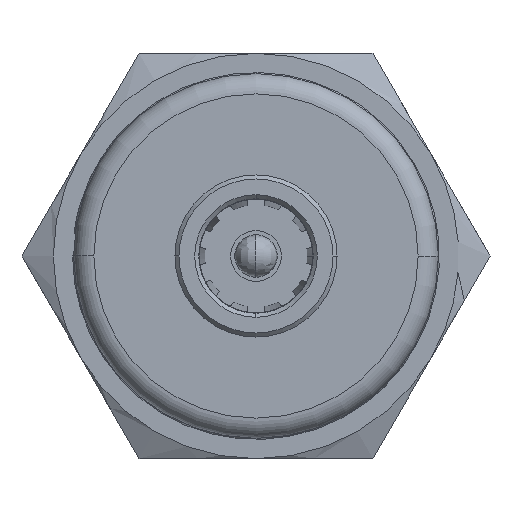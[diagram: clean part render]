
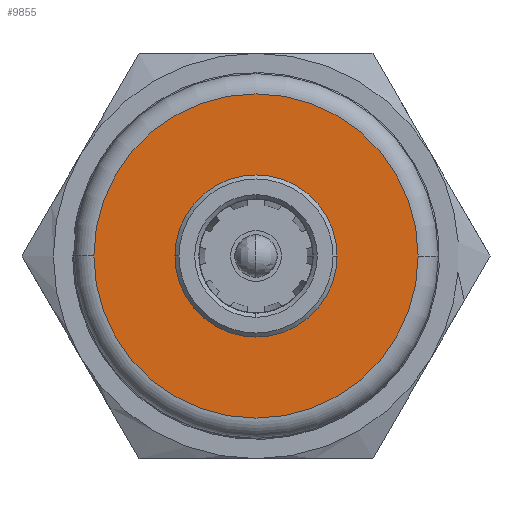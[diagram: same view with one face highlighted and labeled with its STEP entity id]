
A CAD part, left-side view. The second image highlights one B-rep face of the part: STEP entity #9855.
In plain terms, the highlighted planar face has unit normal (-1, 0, 0).
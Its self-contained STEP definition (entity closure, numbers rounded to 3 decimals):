
#1576 = AXIS2_PLACEMENT_3D ( 'NONE', #21294, #10319, #17393 ) ;
#2135 = DIRECTION ( 'NONE',  ( -1., 0., 0. ) ) ;
#2320 = EDGE_CURVE ( 'NONE', #14268, #11174, #9157, .T. ) ;
#2358 = EDGE_CURVE ( 'NONE', #22756, #11827, #4467, .T. ) ;
#2532 = CARTESIAN_POINT ( 'NONE',  ( 0., 0., 0. ) ) ;
#4031 = CARTESIAN_POINT ( 'NONE',  ( 0., 0., 4. ) ) ;
#4114 = CARTESIAN_POINT ( 'NONE',  ( 0., 0., -4. ) ) ;
#4370 = ORIENTED_EDGE ( 'NONE', *, *, #2358, .F. ) ;
#4467 = CIRCLE ( 'NONE', #20678, 4. ) ;
#4538 = DIRECTION ( 'NONE',  ( -1., 0., 0. ) ) ;
#5168 = DIRECTION ( 'NONE',  ( 0., 0., 1. ) ) ;
#5315 = ORIENTED_EDGE ( 'NONE', *, *, #2320, .T. ) ;
#6089 = ORIENTED_EDGE ( 'NONE', *, *, #22077, .T. ) ;
#6292 = AXIS2_PLACEMENT_3D ( 'NONE', #6588, #2135, #8763 ) ;
#6588 = CARTESIAN_POINT ( 'NONE',  ( 0., 0., 0. ) ) ;
#7308 = AXIS2_PLACEMENT_3D ( 'NONE', #11961, #9929, #5168 ) ;
#8149 = CIRCLE ( 'NONE', #6292, 8. ) ;
#8596 = FACE_BOUND ( 'NONE', #21540, .T. ) ;
#8763 = DIRECTION ( 'NONE',  ( 0., 0., -1. ) ) ;
#9157 = CIRCLE ( 'NONE', #16921, 8. ) ;
#9855 = ADVANCED_FACE ( 'NONE', ( #19557, #8596 ), #19276, .F. ) ;
#9929 = DIRECTION ( 'NONE',  ( -1., 0., 0. ) ) ;
#10319 = DIRECTION ( 'NONE',  ( 1., 0., 0. ) ) ;
#11174 = VERTEX_POINT ( 'NONE', #23128 ) ;
#11827 = VERTEX_POINT ( 'NONE', #4114 ) ;
#11961 = CARTESIAN_POINT ( 'NONE',  ( 0., 0., 0. ) ) ;
#14268 = VERTEX_POINT ( 'NONE', #28239 ) ;
#15946 = DIRECTION ( 'NONE',  ( 0., 0., -1. ) ) ;
#16435 = ORIENTED_EDGE ( 'NONE', *, *, #20293, .F. ) ;
#16921 = AXIS2_PLACEMENT_3D ( 'NONE', #2532, #26582, #15946 ) ;
#17393 = DIRECTION ( 'NONE',  ( 0., 0., -1. ) ) ;
#19276 = PLANE ( 'NONE',  #1576 ) ;
#19289 = CIRCLE ( 'NONE', #7308, 4. ) ;
#19557 = FACE_OUTER_BOUND ( 'NONE', #24503, .T. ) ;
#19988 = DIRECTION ( 'NONE',  ( 0., 0., 1. ) ) ;
#20279 = CARTESIAN_POINT ( 'NONE',  ( 0., 0., 0. ) ) ;
#20293 = EDGE_CURVE ( 'NONE', #11827, #22756, #19289, .T. ) ;
#20678 = AXIS2_PLACEMENT_3D ( 'NONE', #20279, #4538, #19988 ) ;
#21294 = CARTESIAN_POINT ( 'NONE',  ( 0., 9., 0. ) ) ;
#21540 = EDGE_LOOP ( 'NONE', ( #4370, #16435 ) ) ;
#22077 = EDGE_CURVE ( 'NONE', #11174, #14268, #8149, .T. ) ;
#22756 = VERTEX_POINT ( 'NONE', #4031 ) ;
#23128 = CARTESIAN_POINT ( 'NONE',  ( 0., 0., 8. ) ) ;
#24503 = EDGE_LOOP ( 'NONE', ( #5315, #6089 ) ) ;
#26582 = DIRECTION ( 'NONE',  ( -1., 0., 0. ) ) ;
#28239 = CARTESIAN_POINT ( 'NONE',  ( 0., 0., -8. ) ) ;
